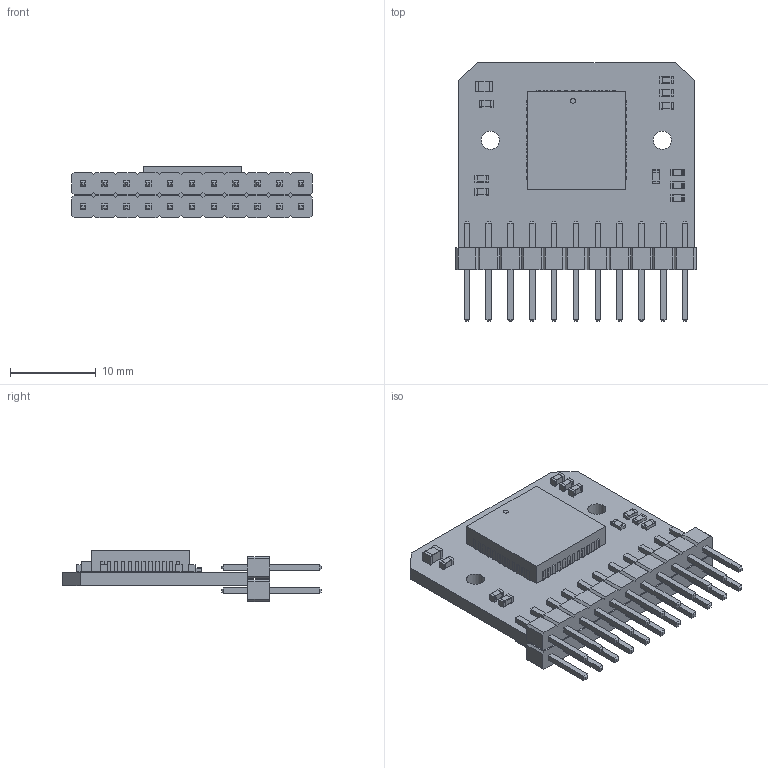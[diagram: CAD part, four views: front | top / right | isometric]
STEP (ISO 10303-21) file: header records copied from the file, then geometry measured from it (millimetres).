
FILE_DESCRIPTION(('KiCad electronic assembly'),'2;1');
FILE_NAME('cam_GS.step','2024-07-30T16:25:29',('Pcbnew'),('Kicad'), 'Open CASCADE STEP processor 7.8','KiCad to STEP converter','Unknown' );
FILE_SCHEMA(('AUTOMOTIVE_DESIGN { 1 0 10303 214 1 1 1 1 }'));
Length unit declared in the file: millimetre
Products named in the file (12): cam_GS 1; C_0603_1608Metric; PinHeader_1x11_P2.54mm_Vertical; PinHeader_1x11_P254mm_Vertical; R_0603_1608Metric; CLCC48_11p43x11p43_848AN_OSI; part; L_0805_2012Metric; cam_GS_PCB
Assembly tree (20 placements, depth 3):
  cam_GS 1
    C_0603_1608Metric  x6
      C_0603_1608Metric
    PinHeader_1x11_P2.54mm_Vertical  x2
      PinHeader_1x11_P254mm_Vertical
    R_0603_1608Metric  x4
      R_0603_1608Metric
    CLCC48_11p43x11p43_848AN_OSI
      part
    L_0805_2012Metric
      L_0805_2012Metric
    cam_GS_PCB
Bounding box: 27.94 x 30.04 x 5.96 mm (x, y, z)
Volume: 1692.3 mm3; surface area: 2976.4 mm2
Topology: 64 solids, 64 shells, 1239 faces, 2967 edges, 1914 vertices
Faces by surface type: plane 1120, cylinder 119
Full cylindrical faces by diameter (mm): 0.572 x1, 2.1 x2
Entity records: 26371 total; most frequent: CARTESIAN_POINT 3676, ORIENTED_EDGE 3518, DIRECTION 3376, EDGE_CURVE 1759, LINE 1688, VECTOR 1688, VERTEX_POINT 1142, AXIS2_PLACEMENT_3D 844
